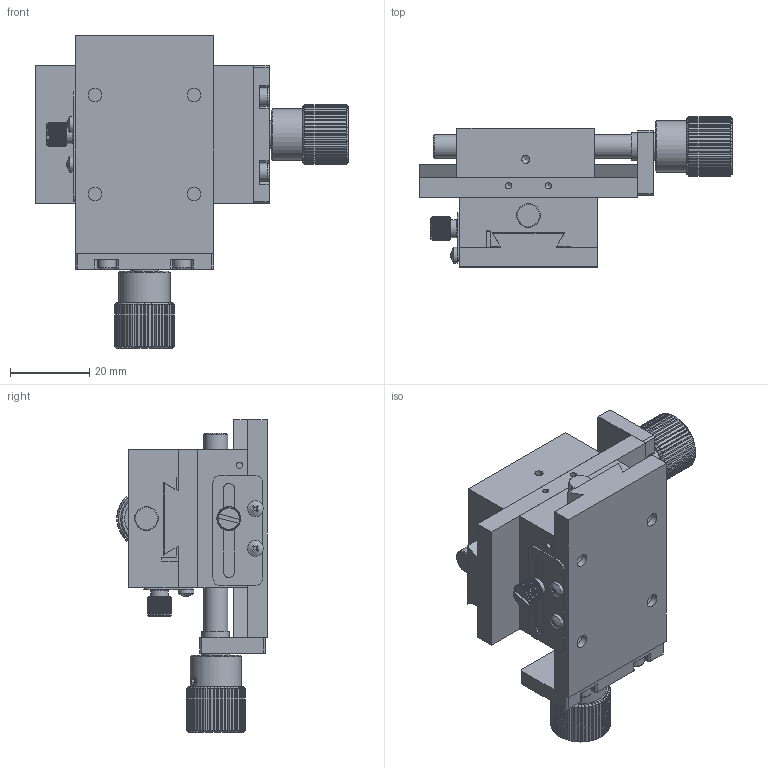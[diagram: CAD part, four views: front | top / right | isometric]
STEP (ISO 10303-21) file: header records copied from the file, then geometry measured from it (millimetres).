
FILE_DESCRIPTION (( 'STEP AP203' ), '1' );
FILE_NAME ('528821.STEP', '2024-10-15T09:51:36', ( 'Windows User' ), ( 'P R C' ), 'SwSTEP 2.0', 'SolidWorks 2020', '' );
FILE_SCHEMA (( 'CONFIG_CONTROL_DESIGN' ));
Length unit declared in the file: millimetre
Products named in the file (1): 528821
Bounding box: 79 x 38 x 79 mm (x, y, z)
Volume: 61531.8 mm3; surface area: 37719.6 mm2
Topology: 32 solids, 32 shells, 1572 faces, 3760 edges, 2288 vertices
Faces by surface type: plane 716, cone 458, cylinder 386, bspline 12
Full cylindrical faces by diameter (mm): 1.5 x4, 1.6 x16, 1.9 x2, 2 x6, 2.05 x12, 2.2 x4, 2.5 x16, 3 x10, 3.4 x8, 3.5 x2, 4 x22, 4.1 x2, 4.5 x6, 5 x2, 6 x12, 6.5 x2, 7 x8, 7.5 x4, 8.5 x2, 11 x2, 13 x2
Entity records: 48929 total; most frequent: CARTESIAN_POINT 15035, ORIENTED_EDGE 6908, DIRECTION 6816, EDGE_CURVE 3454, AXIS2_PLACEMENT_3D 2733, VERTEX_POINT 2192, EDGE_LOOP 1886, FACE_OUTER_BOUND 1694
